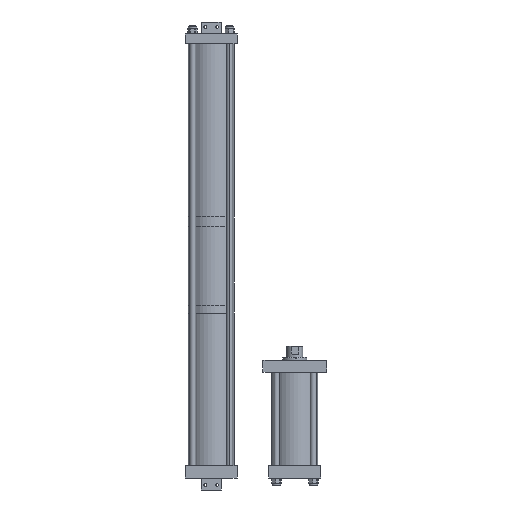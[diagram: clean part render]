
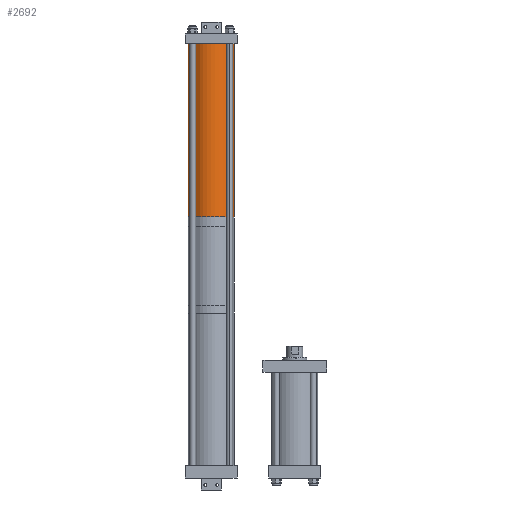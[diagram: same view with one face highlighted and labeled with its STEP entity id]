
A CAD part, front view. The second image highlights one B-rep face of the part: STEP entity #2692.
In plain terms, the highlighted cylindrical face has radius 73.025 mm (diameter 146.05 mm), a partial arc.
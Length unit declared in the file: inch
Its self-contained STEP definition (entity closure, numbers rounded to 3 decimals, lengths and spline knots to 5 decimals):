
#174 = VERTEX_POINT ( 'NONE', #11380 ) ;
#187 = EDGE_CURVE ( 'NONE', #10105, #9423, #9087, .T. ) ;
#528 = DIRECTION ( 'NONE',  ( 0., 0., -1. ) ) ;
#591 = EDGE_CURVE ( 'NONE', #10891, #174, #3216, .T. ) ;
#1234 = DIRECTION ( 'NONE',  ( 0., 0., 1. ) ) ;
#2435 = VECTOR ( 'NONE', #7423, 39.37008 ) ;
#2456 = CARTESIAN_POINT ( 'NONE',  ( 2.875, 0., 0. ) ) ;
#2692 = ADVANCED_FACE ( 'NONE', ( #6400 ), #9606, .T. ) ;
#3216 = LINE ( 'NONE', #9675, #2435 ) ;
#3982 = DIRECTION ( 'NONE',  ( 0., 0., 1. ) ) ;
#4570 = VECTOR ( 'NONE', #528, 39.37008 ) ;
#4630 = CARTESIAN_POINT ( 'NONE',  ( 2.875, 0., 21.688 ) ) ;
#4935 = DIRECTION ( 'NONE',  ( 0., 0., -1. ) ) ;
#5297 = CARTESIAN_POINT ( 'NONE',  ( 0., 0., 0. ) ) ;
#5488 = CARTESIAN_POINT ( 'NONE',  ( -2.875, 0., 21.688 ) ) ;
#6071 = CARTESIAN_POINT ( 'NONE',  ( 0., 0., 21.688 ) ) ;
#6128 = EDGE_CURVE ( 'NONE', #10891, #10105, #10818, .T. ) ;
#6138 = AXIS2_PLACEMENT_3D ( 'NONE', #5297, #3982, #13778 ) ;
#6400 = FACE_OUTER_BOUND ( 'NONE', #12552, .T. ) ;
#6581 = CARTESIAN_POINT ( 'NONE',  ( 2.875, 0., 21.688 ) ) ;
#7423 = DIRECTION ( 'NONE',  ( 0., 0., -1. ) ) ;
#8109 = AXIS2_PLACEMENT_3D ( 'NONE', #8502, #4935, #13372 ) ;
#8299 = ORIENTED_EDGE ( 'NONE', *, *, #187, .F. ) ;
#8502 = CARTESIAN_POINT ( 'NONE',  ( 0., 0., 21.688 ) ) ;
#9087 = LINE ( 'NONE', #6581, #4570 ) ;
#9423 = VERTEX_POINT ( 'NONE', #2456 ) ;
#9442 = ORIENTED_EDGE ( 'NONE', *, *, #591, .T. ) ;
#9606 = CYLINDRICAL_SURFACE ( 'NONE', #8109, 2.875 ) ;
#9675 = CARTESIAN_POINT ( 'NONE',  ( -2.875, 0., 21.688 ) ) ;
#10105 = VERTEX_POINT ( 'NONE', #4630 ) ;
#10336 = AXIS2_PLACEMENT_3D ( 'NONE', #6071, #1234, #10863 ) ;
#10818 = CIRCLE ( 'NONE', #10336, 2.875 ) ;
#10863 = DIRECTION ( 'NONE',  ( 1., 0., 0. ) ) ;
#10889 = ORIENTED_EDGE ( 'NONE', *, *, #6128, .F. ) ;
#10891 = VERTEX_POINT ( 'NONE', #5488 ) ;
#11380 = CARTESIAN_POINT ( 'NONE',  ( -2.875, 0., 0. ) ) ;
#11428 = CIRCLE ( 'NONE', #6138, 2.875 ) ;
#12250 = EDGE_CURVE ( 'NONE', #174, #9423, #11428, .T. ) ;
#12552 = EDGE_LOOP ( 'NONE', ( #8299, #10889, #9442, #13861 ) ) ;
#13372 = DIRECTION ( 'NONE',  ( -1., 0., 0. ) ) ;
#13778 = DIRECTION ( 'NONE',  ( 1., 0., 0. ) ) ;
#13861 = ORIENTED_EDGE ( 'NONE', *, *, #12250, .T. ) ;
